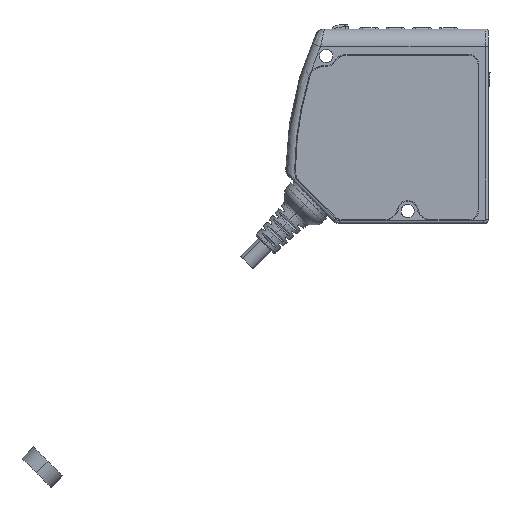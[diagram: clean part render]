
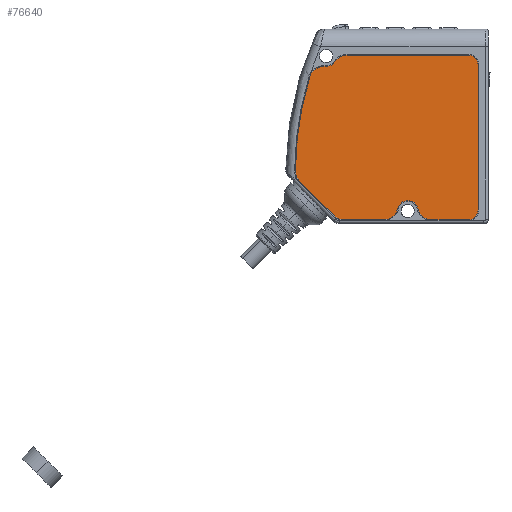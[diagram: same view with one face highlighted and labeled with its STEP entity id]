
A CAD part, top view. The second image highlights one B-rep face of the part: STEP entity #76640.
In plain terms, the highlighted planar face has unit normal (0, 0, 1).
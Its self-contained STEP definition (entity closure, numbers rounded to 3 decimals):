
#76189=CARTESIAN_POINT('',(-36.342,-17.409,1.));
#76190=DIRECTION('',(0.,0.,1.));
#76191=DIRECTION('',(-1.,0.009,0.));
#76192=AXIS2_PLACEMENT_3D('',#76189,#76190,#76191);
#76194=CARTESIAN_POINT('',(70.5,-18.327,1.));
#76195=DIRECTION('',(0.,0.,1.));
#76196=DIRECTION('',(-0.956,0.294,0.));
#76197=AXIS2_PLACEMENT_3D('',#76194,#76195,#76196);
#76199=CARTESIAN_POINT('',(-31.634,13.053,1.));
#76200=DIRECTION('',(0.,0.,1.));
#76201=DIRECTION('',(0.,1.,0.));
#76202=AXIS2_PLACEMENT_3D('',#76199,#76200,#76201);
#76204=DIRECTION('',(-1.,0.,0.));
#76205=VECTOR('',#76204,0.808);
#76206=CARTESIAN_POINT('',(-30.826,18.003,1.));
#76207=LINE('',#76206,#76205);
#76208=CARTESIAN_POINT('',(-30.826,21.503,1.));
#76209=DIRECTION('',(0.,0.,-1.));
#76210=DIRECTION('',(0.839,-0.544,0.));
#76211=AXIS2_PLACEMENT_3D('',#76208,#76209,#76210);
#76213=CARTESIAN_POINT('',(-23.738,16.903,1.));
#76214=DIRECTION('',(0.,0.,1.));
#76215=DIRECTION('',(0.,1.,0.));
#76216=AXIS2_PLACEMENT_3D('',#76213,#76214,#76215);
#76218=DIRECTION('',(-1.,0.,0.));
#76219=VECTOR('',#76218,41.062);
#76220=CARTESIAN_POINT('',(17.324,21.853,1.));
#76221=LINE('',#76220,#76219);
#76222=CARTESIAN_POINT('',(17.324,18.503,1.));
#76223=DIRECTION('',(0.,0.,1.));
#76224=DIRECTION('',(1.,0.,0.));
#76225=AXIS2_PLACEMENT_3D('',#76222,#76223,#76224);
#76227=DIRECTION('',(0.,1.,0.));
#76228=VECTOR('',#76227,49.2);
#76229=CARTESIAN_POINT('',(20.674,-30.697,1.));
#76230=LINE('',#76229,#76228);
#76231=CARTESIAN_POINT('',(17.324,-30.697,1.));
#76232=DIRECTION('',(0.,0.,1.));
#76233=DIRECTION('',(0.,-1.,0.));
#76234=AXIS2_PLACEMENT_3D('',#76231,#76232,#76233);
#76236=DIRECTION('',(1.,0.,0.));
#76237=VECTOR('',#76236,12.278);
#76238=CARTESIAN_POINT('',(5.046,-34.047,1.));
#76239=LINE('',#76238,#76237);
#76240=CARTESIAN_POINT('',(5.046,-29.097,1.));
#76241=DIRECTION('',(0.,0.,1.));
#76242=DIRECTION('',(-0.973,-0.231,0.));
#76243=AXIS2_PLACEMENT_3D('',#76240,#76241,#76242);
#76245=CARTESIAN_POINT('',(-3.176,-31.047,1.));
#76246=DIRECTION('',(0.,0.,-1.));
#76247=DIRECTION('',(-0.973,0.231,0.));
#76248=AXIS2_PLACEMENT_3D('',#76245,#76246,#76247);
#76250=CARTESIAN_POINT('',(-11.398,-29.097,1.));
#76251=DIRECTION('',(0.,0.,1.));
#76252=DIRECTION('',(0.,-1.,0.));
#76253=AXIS2_PLACEMENT_3D('',#76250,#76251,#76252);
#76255=DIRECTION('',(1.,0.,0.));
#76256=VECTOR('',#76255,13.256);
#76257=CARTESIAN_POINT('',(-24.654,-34.047,1.));
#76258=LINE('',#76257,#76256);
#76259=CARTESIAN_POINT('',(-24.654,-29.097,1.));
#76260=DIRECTION('',(0.,0.,1.));
#76261=DIRECTION('',(-0.707,-0.707,0.));
#76262=AXIS2_PLACEMENT_3D('',#76259,#76260,#76261);
#76264=DIRECTION('',(0.707,-0.707,0.));
#76265=VECTOR('',#76264,16.529);
#76266=CARTESIAN_POINT('',(-39.842,-20.909,1.));
#76267=LINE('',#76266,#76265);
#76302=CARTESIAN_POINT('',(-41.292,-17.367,1.));
#76303=CARTESIAN_POINT('',(-39.842,-20.909,1.));
#76304=VERTEX_POINT('',#76302);
#76305=VERTEX_POINT('',#76303);
#76306=CARTESIAN_POINT('',(-28.154,-32.597,1.));
#76307=VERTEX_POINT('',#76306);
#76308=CARTESIAN_POINT('',(-24.654,-34.047,1.));
#76309=VERTEX_POINT('',#76308);
#76310=CARTESIAN_POINT('',(-11.398,-34.047,1.));
#76311=VERTEX_POINT('',#76310);
#76312=CARTESIAN_POINT('',(-6.582,-30.239,1.));
#76313=VERTEX_POINT('',#76312);
#76314=CARTESIAN_POINT('',(0.23,-30.239,1.));
#76315=VERTEX_POINT('',#76314);
#76316=CARTESIAN_POINT('',(5.046,-34.047,1.));
#76317=VERTEX_POINT('',#76316);
#76318=CARTESIAN_POINT('',(17.324,-34.047,1.));
#76319=VERTEX_POINT('',#76318);
#76320=CARTESIAN_POINT('',(20.674,-30.697,1.));
#76321=VERTEX_POINT('',#76320);
#76322=CARTESIAN_POINT('',(20.674,18.503,1.));
#76323=VERTEX_POINT('',#76322);
#76324=CARTESIAN_POINT('',(17.324,21.853,1.));
#76325=VERTEX_POINT('',#76324);
#76326=CARTESIAN_POINT('',(-23.738,21.853,1.));
#76327=VERTEX_POINT('',#76326);
#76328=CARTESIAN_POINT('',(-27.89,19.598,1.));
#76329=VERTEX_POINT('',#76328);
#76330=CARTESIAN_POINT('',(-30.826,18.003,1.));
#76331=VERTEX_POINT('',#76330);
#76332=CARTESIAN_POINT('',(-31.634,18.003,1.));
#76333=VERTEX_POINT('',#76332);
#76334=CARTESIAN_POINT('',(-36.366,14.507,1.));
#76335=VERTEX_POINT('',#76334);
#76616=CARTESIAN_POINT('',(0.,0.,1.));
#76617=DIRECTION('',(0.,0.,1.));
#76618=DIRECTION('',(1.,0.,0.));
#76619=AXIS2_PLACEMENT_3D('',#76616,#76617,#76618);
#76620=PLANE('',#76619);
#76621=ORIENTED_EDGE('',*,*,#76386,.F.);
#76622=ORIENTED_EDGE('',*,*,#76401,.F.);
#76623=ORIENTED_EDGE('',*,*,#76415,.F.);
#76624=ORIENTED_EDGE('',*,*,#76429,.F.);
#76625=ORIENTED_EDGE('',*,*,#76443,.F.);
#76626=ORIENTED_EDGE('',*,*,#76457,.F.);
#76627=ORIENTED_EDGE('',*,*,#76471,.F.);
#76628=ORIENTED_EDGE('',*,*,#76485,.F.);
#76629=ORIENTED_EDGE('',*,*,#76499,.F.);
#76630=ORIENTED_EDGE('',*,*,#76513,.F.);
#76631=ORIENTED_EDGE('',*,*,#76527,.F.);
#76632=ORIENTED_EDGE('',*,*,#76541,.F.);
#76633=ORIENTED_EDGE('',*,*,#76555,.F.);
#76634=ORIENTED_EDGE('',*,*,#76569,.F.);
#76635=ORIENTED_EDGE('',*,*,#76583,.F.);
#76636=ORIENTED_EDGE('',*,*,#76597,.F.);
#76637=ORIENTED_EDGE('',*,*,#76610,.F.);
#76638=EDGE_LOOP('',(#76621,#76622,#76623,#76624,#76625,#76626,#76627,#76628,
#76629,#76630,#76631,#76632,#76633,#76634,#76635,#76636,#76637));
#76639=FACE_OUTER_BOUND('',#76638,.F.);
#76640=ADVANCED_FACE('',(#76639),#76620,.T.);
#76193=CIRCLE('',#76192,4.95);
#76198=CIRCLE('',#76197,111.796);
#76203=CIRCLE('',#76202,4.95);
#76212=CIRCLE('',#76211,3.5);
#76217=CIRCLE('',#76216,4.95);
#76226=CIRCLE('',#76225,3.35);
#76235=CIRCLE('',#76234,3.35);
#76244=CIRCLE('',#76243,4.95);
#76249=CIRCLE('',#76248,3.5);
#76254=CIRCLE('',#76253,4.95);
#76263=CIRCLE('',#76262,4.95);
#76386=EDGE_CURVE('',#76304,#76305,#76193,.T.);
#76401=EDGE_CURVE('',#76335,#76304,#76198,.T.);
#76415=EDGE_CURVE('',#76333,#76335,#76203,.T.);
#76429=EDGE_CURVE('',#76331,#76333,#76207,.T.);
#76443=EDGE_CURVE('',#76329,#76331,#76212,.T.);
#76457=EDGE_CURVE('',#76327,#76329,#76217,.T.);
#76471=EDGE_CURVE('',#76325,#76327,#76221,.T.);
#76485=EDGE_CURVE('',#76323,#76325,#76226,.T.);
#76499=EDGE_CURVE('',#76321,#76323,#76230,.T.);
#76513=EDGE_CURVE('',#76319,#76321,#76235,.T.);
#76527=EDGE_CURVE('',#76317,#76319,#76239,.T.);
#76541=EDGE_CURVE('',#76315,#76317,#76244,.T.);
#76555=EDGE_CURVE('',#76313,#76315,#76249,.T.);
#76569=EDGE_CURVE('',#76311,#76313,#76254,.T.);
#76583=EDGE_CURVE('',#76309,#76311,#76258,.T.);
#76597=EDGE_CURVE('',#76307,#76309,#76263,.T.);
#76610=EDGE_CURVE('',#76305,#76307,#76267,.T.);
